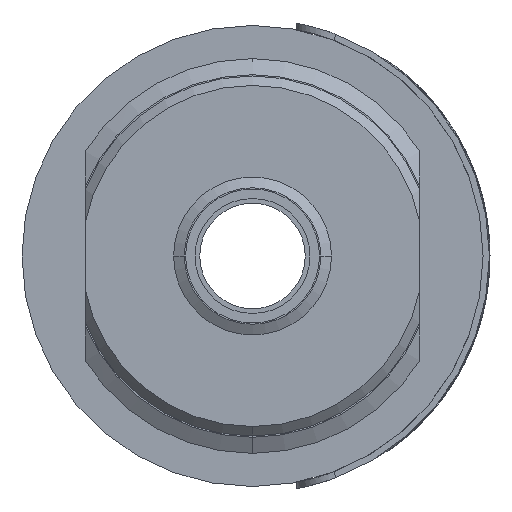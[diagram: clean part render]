
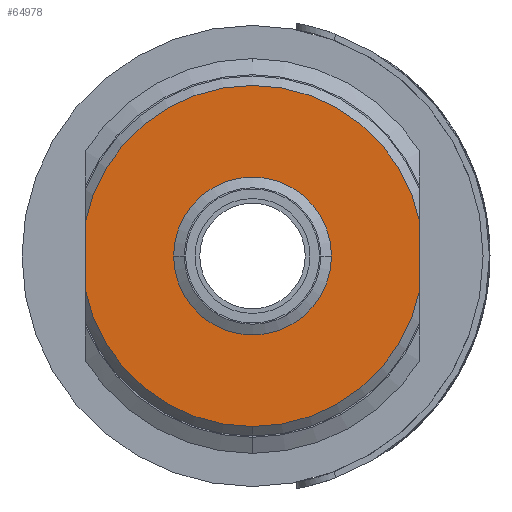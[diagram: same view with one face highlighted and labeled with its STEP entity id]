
A CAD part, left-side view. The second image highlights one B-rep face of the part: STEP entity #64978.
In plain terms, the highlighted face is planar.
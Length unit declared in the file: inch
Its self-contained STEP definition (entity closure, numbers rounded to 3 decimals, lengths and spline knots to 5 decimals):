
#93 = CARTESIAN_POINT ( 'NONE',  ( 0.57, 0., 0. ) ) ;
#1099 = EDGE_CURVE ( 'NONE', #86703, #46040, #66767, .T. ) ;
#2187 = CARTESIAN_POINT ( 'NONE',  ( 0.57, 0.265, 0.10515 ) ) ;
#2462 = CARTESIAN_POINT ( 'NONE',  ( 0.57, 0., 0. ) ) ;
#2548 = CARTESIAN_POINT ( 'NONE',  ( 0.57, -0.265, -0.05224 ) ) ;
#3707 = CARTESIAN_POINT ( 'NONE',  ( 0.57, 0., 0. ) ) ;
#7265 = DIRECTION ( 'NONE',  ( -1., 0., 0. ) ) ;
#8575 = DIRECTION ( 'NONE',  ( 1., 0., 0. ) ) ;
#9405 = VECTOR ( 'NONE', #84696, 39.37008 ) ;
#10171 = CIRCLE ( 'NONE', #70718, 0.10605 ) ;
#12066 = DIRECTION ( 'NONE',  ( 0., -1., 0. ) ) ;
#13559 = AXIS2_PLACEMENT_3D ( 'NONE', #50547, #8575, #30236 ) ;
#15351 = EDGE_CURVE ( 'NONE', #46919, #86703, #22638, .T. ) ;
#15856 = VECTOR ( 'NONE', #59991, 39.37008 ) ;
#16115 = CARTESIAN_POINT ( 'NONE',  ( 0.57, 0.265, 0.05224 ) ) ;
#18654 = DIRECTION ( 'NONE',  ( 1., 0., 0. ) ) ;
#21301 = DIRECTION ( 'NONE',  ( 0., -1., 0. ) ) ;
#22011 = CIRCLE ( 'NONE', #36423, 0.10605 ) ;
#22638 = CIRCLE ( 'NONE', #28340, 0.2701 ) ;
#22809 = DIRECTION ( 'NONE',  ( -1., 0., 0. ) ) ;
#23684 = FACE_OUTER_BOUND ( 'NONE', #33613, .T. ) ;
#26969 = CARTESIAN_POINT ( 'NONE',  ( 0.57, 0., 0. ) ) ;
#27221 = ORIENTED_EDGE ( 'NONE', *, *, #37736, .T. ) ;
#28340 = AXIS2_PLACEMENT_3D ( 'NONE', #93, #18654, #46238 ) ;
#30236 = DIRECTION ( 'NONE',  ( 0., 0., 1. ) ) ;
#30810 = CIRCLE ( 'NONE', #13559, 0.2701 ) ;
#31169 = EDGE_CURVE ( 'NONE', #39602, #53198, #22011, .T. ) ;
#33613 = EDGE_LOOP ( 'NONE', ( #78985, #41889, #27221, #72022, #35990 ) ) ;
#33903 = AXIS2_PLACEMENT_3D ( 'NONE', #3707, #58805, #86701 ) ;
#35087 = AXIS2_PLACEMENT_3D ( 'NONE', #2462, #22809, #58433 ) ;
#35884 = EDGE_CURVE ( 'NONE', #64812, #46919, #68498, .T. ) ;
#35990 = ORIENTED_EDGE ( 'NONE', *, *, #15351, .T. ) ;
#36423 = AXIS2_PLACEMENT_3D ( 'NONE', #26969, #73882, #12066 ) ;
#37736 = EDGE_CURVE ( 'NONE', #38092, #64812, #49168, .T. ) ;
#38092 = VERTEX_POINT ( 'NONE', #63259 ) ;
#39602 = VERTEX_POINT ( 'NONE', #52565 ) ;
#41889 = ORIENTED_EDGE ( 'NONE', *, *, #84233, .T. ) ;
#46040 = VERTEX_POINT ( 'NONE', #2548 ) ;
#46238 = DIRECTION ( 'NONE',  ( 0., 0., 1. ) ) ;
#46919 = VERTEX_POINT ( 'NONE', #81312 ) ;
#48319 = CARTESIAN_POINT ( 'NONE',  ( 0.57, -0.265, 0.05224 ) ) ;
#49168 = LINE ( 'NONE', #2187, #9405 ) ;
#50547 = CARTESIAN_POINT ( 'NONE',  ( 0.57, 0., 0. ) ) ;
#52565 = CARTESIAN_POINT ( 'NONE',  ( 0.57, 0.10605, 0. ) ) ;
#53198 = VERTEX_POINT ( 'NONE', #69337 ) ;
#56005 = CARTESIAN_POINT ( 'NONE',  ( 0.57, 0., 0. ) ) ;
#58433 = DIRECTION ( 'NONE',  ( 0., 0., 1. ) ) ;
#58805 = DIRECTION ( 'NONE',  ( 1., 0., 0. ) ) ;
#59991 = DIRECTION ( 'NONE',  ( 0., 0., -1. ) ) ;
#60245 = ORIENTED_EDGE ( 'NONE', *, *, #31169, .T. ) ;
#61604 = EDGE_CURVE ( 'NONE', #53198, #39602, #10171, .T. ) ;
#63259 = CARTESIAN_POINT ( 'NONE',  ( 0.57, 0.265, -0.05224 ) ) ;
#64812 = VERTEX_POINT ( 'NONE', #16115 ) ;
#64978 = ADVANCED_FACE ( 'NONE', ( #75619, #23684 ), #84980, .F. ) ;
#66630 = EDGE_LOOP ( 'NONE', ( #88912, #60245 ) ) ;
#66767 = LINE ( 'NONE', #81123, #15856 ) ;
#68498 = CIRCLE ( 'NONE', #33903, 0.2701 ) ;
#69337 = CARTESIAN_POINT ( 'NONE',  ( 0.57, -0.10605, 0. ) ) ;
#70718 = AXIS2_PLACEMENT_3D ( 'NONE', #56005, #7265, #21301 ) ;
#72022 = ORIENTED_EDGE ( 'NONE', *, *, #35884, .T. ) ;
#73882 = DIRECTION ( 'NONE',  ( -1., 0., 0. ) ) ;
#75619 = FACE_BOUND ( 'NONE', #66630, .T. ) ;
#78985 = ORIENTED_EDGE ( 'NONE', *, *, #1099, .T. ) ;
#81123 = CARTESIAN_POINT ( 'NONE',  ( 0.57, -0.265, -0.10515 ) ) ;
#81312 = CARTESIAN_POINT ( 'NONE',  ( 0.57, 0., 0.2701 ) ) ;
#84233 = EDGE_CURVE ( 'NONE', #46040, #38092, #30810, .T. ) ;
#84696 = DIRECTION ( 'NONE',  ( 0., 0., 1. ) ) ;
#84980 = PLANE ( 'NONE',  #35087 ) ;
#86701 = DIRECTION ( 'NONE',  ( 0., 0., 1. ) ) ;
#86703 = VERTEX_POINT ( 'NONE', #48319 ) ;
#88912 = ORIENTED_EDGE ( 'NONE', *, *, #61604, .T. ) ;
